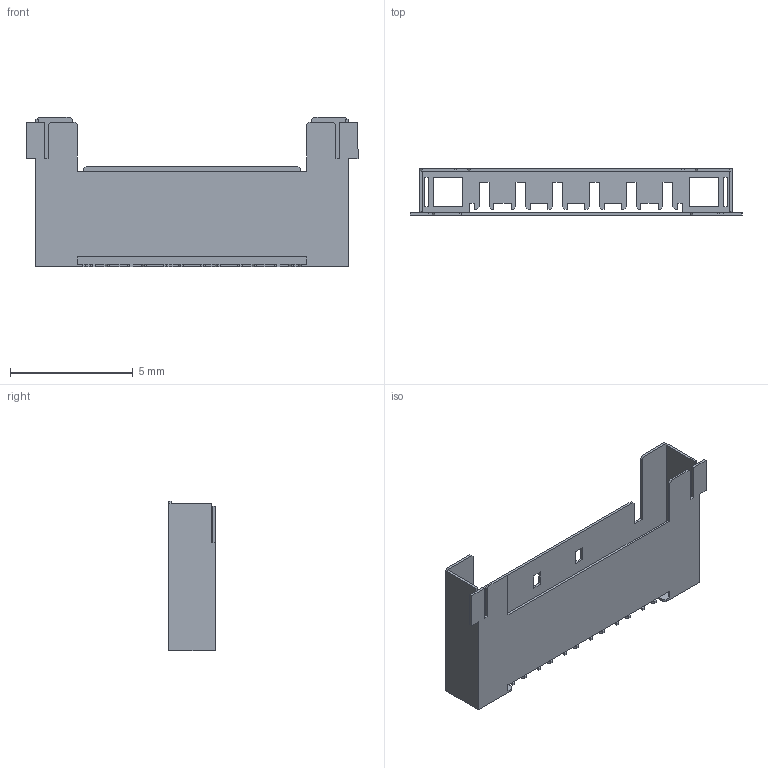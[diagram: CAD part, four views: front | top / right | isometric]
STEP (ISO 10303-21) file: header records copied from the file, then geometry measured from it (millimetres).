
FILE_DESCRIPTION(/* description */ (''),/* implementation_level */ '2;1');
FILE_NAME(/* name */ 'Molex_504050-0691.stp',/* time_stamp */ '2019-04-05T13:00:47+05:00',/* author */ ('Александр'),/* organization */ (''),/* preprocessor_version */ 'ST-DEVELOPER v17',/* originating_system */ 'Autodesk Inventor 2019',/* authorisation */ '');
FILE_SCHEMA (('AUTOMOTIVE_DESIGN { 1 0 10303 214 3 1 1 }'));
Length unit declared in the file: millimetre
Products named in the file (1): Molex_504050-0691
Bounding box: 13.55 x 1.9 x 6.1 mm (x, y, z)
Volume: 14.4 mm3; surface area: 298.4 mm2
Topology: 1 solids, 1 shells, 147 faces, 437 edges, 290 vertices
Faces by surface type: plane 147
Entity records: 4898 total; most frequent: CARTESIAN_POINT 875, ORIENTED_EDGE 874, DIRECTION 733, LINE 437, VECTOR 437, EDGE_CURVE 437, VERTEX_POINT 290, EDGE_LOOP 161
